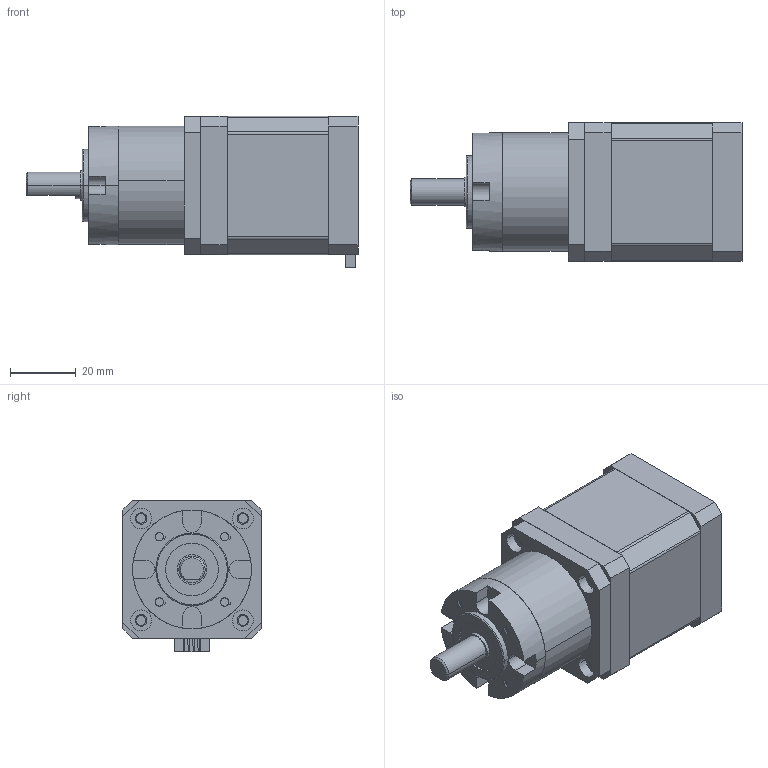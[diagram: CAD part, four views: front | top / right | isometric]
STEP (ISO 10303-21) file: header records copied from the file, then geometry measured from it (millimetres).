
FILE_DESCRIPTION (( 'STEP AP214' ), '1' );
FILE_NAME ('42HS4013A4CE-¶þ¼¶.STEP', '2023-08-04T17:08:48', ( '' ), ( '' ), 'SwSTEP 2.0', 'SolidWorks 2021', '' );
FILE_SCHEMA (( 'AUTOMOTIVE_DESIGN' ));
Length unit declared in the file: millimetre
Products named in the file (6): 42XGJ媼撰儂旯; 42HS4813A4CE; 42XGJ媼撰; 42XGJ-5.18奻裔; 42XGJ-5.18菁釱; 42HS4013A4CE-媼撰
Assembly tree (5 placements, depth 3):
  42HS4013A4CE-媼撰
    42HS4813A4CE
    42XGJ媼撰
      42XGJ-5.18菁釱
      42XGJ媼撰儂旯
      42XGJ-5.18奻裔
Bounding box: 100.7 x 42 x 46 mm (x, y, z)
Volume: 119803.6 mm3; surface area: 33365.3 mm2
Topology: 8 solids, 8 shells, 453 faces, 1163 edges, 758 vertices
Faces by surface type: plane 204, cylinder 203, bspline 24, torus 12, cone 10
Entity records: 24897 total; most frequent: CARTESIAN_POINT 14101, ORIENTED_EDGE 2326, DIRECTION 1967, EDGE_CURVE 1163, VERTEX_POINT 758, AXIS2_PLACEMENT_3D 682, LINE 603, VECTOR 603
